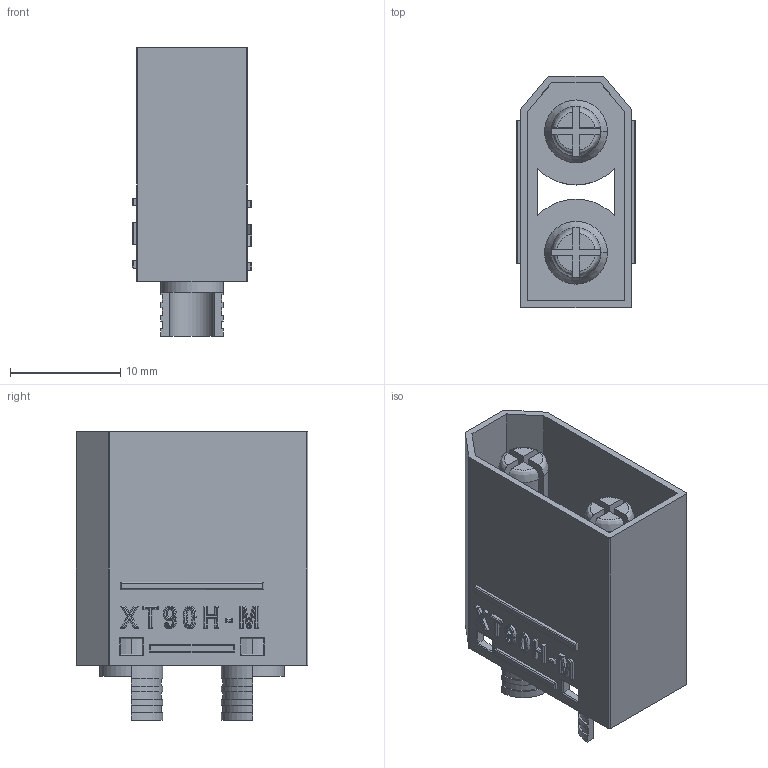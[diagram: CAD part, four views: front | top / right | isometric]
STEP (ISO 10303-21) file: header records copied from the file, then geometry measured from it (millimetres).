
FILE_DESCRIPTION (( 'STEP AP214' ), '1' );
FILE_NAME ('XT90H-M SBORKA PART.STEP', '2021-04-24T12:19:27', ( 'Alien' ), ( '' ), 'SwSTEP 2.0', 'SolidWorks 2017', '' );
FILE_SCHEMA (( 'AUTOMOTIVE_DESIGN' ));
Length unit declared in the file: millimetre
Products named in the file (1): XT90H-M SBORKA PART
Bounding box: 10.8 x 21 x 26.2 mm (x, y, z)
Volume: 1804.4 mm3; surface area: 4172.8 mm2
Topology: 3 solids, 3 shells, 493 faces, 1206 edges, 740 vertices
Faces by surface type: plane 225, cylinder 172, bspline 88, cone 8
Entity records: 25193 total; most frequent: CARTESIAN_POINT 9200, ORIENTED_EDGE 2412, DIRECTION 1802, EDGE_CURVE 1206, VECTOR 766, LINE 766, VERTEX_POINT 740, EDGE_LOOP 528
